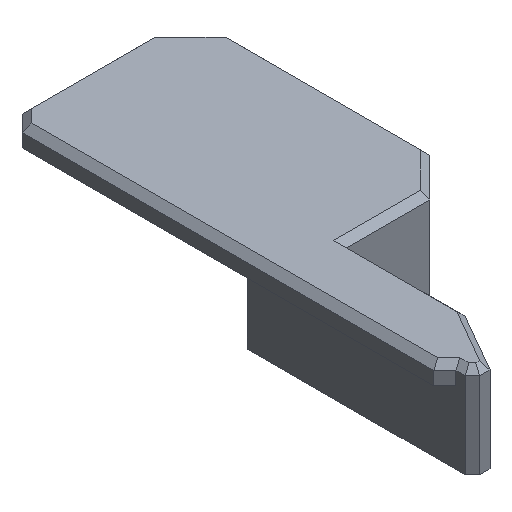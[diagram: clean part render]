
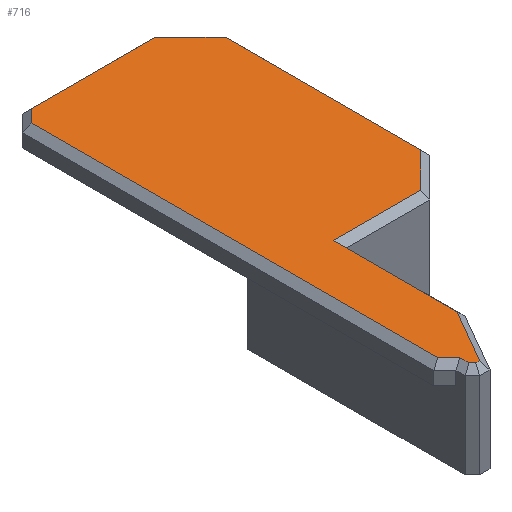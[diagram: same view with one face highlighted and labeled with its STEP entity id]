
A CAD part, isometric view. The second image highlights one B-rep face of the part: STEP entity #716.
In plain terms, the highlighted planar face has unit normal (0, 0, 1).
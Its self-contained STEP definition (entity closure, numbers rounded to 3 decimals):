
#51=FACE_OUTER_BOUND('',#93,.T.);
#93=EDGE_LOOP('',(#545,#546,#547,#548,#549,#550,#551,#552,#553,#554,#555,
#556,#557));
#118=LINE('',#1001,#210);
#122=LINE('',#1009,#214);
#125=LINE('',#1015,#217);
#128=LINE('',#1021,#220);
#131=LINE('',#1027,#223);
#135=LINE('',#1035,#227);
#138=LINE('',#1041,#230);
#141=LINE('',#1047,#233);
#144=LINE('',#1053,#236);
#147=LINE('',#1059,#239);
#149=LINE('',#1063,#241);
#153=LINE('',#1071,#245);
#155=LINE('',#1074,#247);
#210=VECTOR('',#808,10.);
#214=VECTOR('',#814,10.);
#217=VECTOR('',#819,10.);
#220=VECTOR('',#824,10.);
#223=VECTOR('',#829,10.);
#227=VECTOR('',#835,10.);
#230=VECTOR('',#840,10.);
#233=VECTOR('',#845,10.);
#236=VECTOR('',#850,10.);
#239=VECTOR('',#855,10.);
#241=VECTOR('',#859,10.);
#245=VECTOR('',#865,10.);
#247=VECTOR('',#869,10.);
#302=VERTEX_POINT('',#999);
#303=VERTEX_POINT('',#1000);
#306=VERTEX_POINT('',#1008);
#308=VERTEX_POINT('',#1014);
#310=VERTEX_POINT('',#1020);
#312=VERTEX_POINT('',#1026);
#315=VERTEX_POINT('',#1034);
#317=VERTEX_POINT('',#1040);
#319=VERTEX_POINT('',#1046);
#321=VERTEX_POINT('',#1052);
#323=VERTEX_POINT('',#1058);
#324=VERTEX_POINT('',#1062);
#327=VERTEX_POINT('',#1070);
#363=EDGE_CURVE('',#302,#303,#118,.T.);
#367=EDGE_CURVE('',#303,#306,#122,.T.);
#370=EDGE_CURVE('',#306,#308,#125,.T.);
#373=EDGE_CURVE('',#308,#310,#128,.T.);
#376=EDGE_CURVE('',#310,#312,#131,.T.);
#380=EDGE_CURVE('',#312,#315,#135,.T.);
#383=EDGE_CURVE('',#315,#317,#138,.T.);
#386=EDGE_CURVE('',#317,#319,#141,.T.);
#389=EDGE_CURVE('',#319,#321,#144,.T.);
#392=EDGE_CURVE('',#321,#323,#147,.T.);
#394=EDGE_CURVE('',#324,#302,#149,.T.);
#398=EDGE_CURVE('',#323,#327,#153,.T.);
#400=EDGE_CURVE('',#327,#324,#155,.T.);
#545=ORIENTED_EDGE('',*,*,#363,.F.);
#546=ORIENTED_EDGE('',*,*,#394,.F.);
#547=ORIENTED_EDGE('',*,*,#400,.F.);
#548=ORIENTED_EDGE('',*,*,#398,.F.);
#549=ORIENTED_EDGE('',*,*,#392,.F.);
#550=ORIENTED_EDGE('',*,*,#389,.F.);
#551=ORIENTED_EDGE('',*,*,#386,.F.);
#552=ORIENTED_EDGE('',*,*,#383,.F.);
#553=ORIENTED_EDGE('',*,*,#380,.F.);
#554=ORIENTED_EDGE('',*,*,#376,.F.);
#555=ORIENTED_EDGE('',*,*,#373,.F.);
#556=ORIENTED_EDGE('',*,*,#370,.F.);
#557=ORIENTED_EDGE('',*,*,#367,.F.);
#677=PLANE('',#773);
#716=ADVANCED_FACE('',(#51),#677,.T.);
#773=AXIS2_PLACEMENT_3D('',#1114,#904,#905);
#808=DIRECTION('',(1.,0.,0.));
#814=DIRECTION('',(0.707,-0.707,0.));
#819=DIRECTION('',(0.,-1.,0.));
#824=DIRECTION('',(-0.707,-0.707,0.));
#829=DIRECTION('',(-1.,0.,0.));
#835=DIRECTION('',(0.,-1.,0.));
#840=DIRECTION('',(-0.5,-0.866,0.));
#845=DIRECTION('',(-1.,0.,0.));
#850=DIRECTION('',(-0.707,0.707,0.));
#855=DIRECTION('',(0.,1.,0.));
#859=DIRECTION('',(0.707,0.707,0.));
#865=DIRECTION('',(-0.707,0.707,0.));
#869=DIRECTION('',(0.,1.,0.));
#904=DIRECTION('center_axis',(0.,0.,1.));
#905=DIRECTION('ref_axis',(1.,0.,0.));
#999=CARTESIAN_POINT('',(149.59,-23.956,20.85));
#1000=CARTESIAN_POINT('',(168.396,-23.956,20.85));
#1001=CARTESIAN_POINT('',(165.177,-23.956,20.85));
#1008=CARTESIAN_POINT('',(173.688,-29.247,20.85));
#1009=CARTESIAN_POINT('',(177.856,-33.416,20.85));
#1014=CARTESIAN_POINT('',(173.688,-58.859,20.85));
#1015=CARTESIAN_POINT('',(173.688,-58.376,20.85));
#1020=CARTESIAN_POINT('',(168.396,-64.15,20.85));
#1021=CARTESIAN_POINT('',(168.205,-64.342,20.85));
#1026=CARTESIAN_POINT('',(155.2,-64.15,20.85));
#1027=CARTESIAN_POINT('',(158.872,-64.15,20.85));
#1034=CARTESIAN_POINT('',(155.2,-82.832,20.85));
#1035=CARTESIAN_POINT('',(155.2,-70.839,20.85));
#1040=CARTESIAN_POINT('',(150.487,-91.,20.85));
#1041=CARTESIAN_POINT('',(159.058,-76.144,20.85));
#1046=CARTESIAN_POINT('',(149.897,-91.,20.85));
#1047=CARTESIAN_POINT('',(155.513,-91.,20.85));
#1052=CARTESIAN_POINT('',(149.4,-90.503,20.85));
#1053=CARTESIAN_POINT('',(144.033,-85.136,20.85));
#1058=CARTESIAN_POINT('',(149.4,-89.089,20.85));
#1059=CARTESIAN_POINT('',(149.4,-57.679,20.85));
#1062=CARTESIAN_POINT('',(147.726,-25.82,20.85));
#1063=CARTESIAN_POINT('',(143.12,-30.427,20.85));
#1070=CARTESIAN_POINT('',(147.726,-87.415,20.85));
#1071=CARTESIAN_POINT('',(144.387,-84.076,20.85));
#1074=CARTESIAN_POINT('',(147.726,-72.654,20.85));
#1114=CARTESIAN_POINT('Origin',(161.544,-57.478,20.85));
